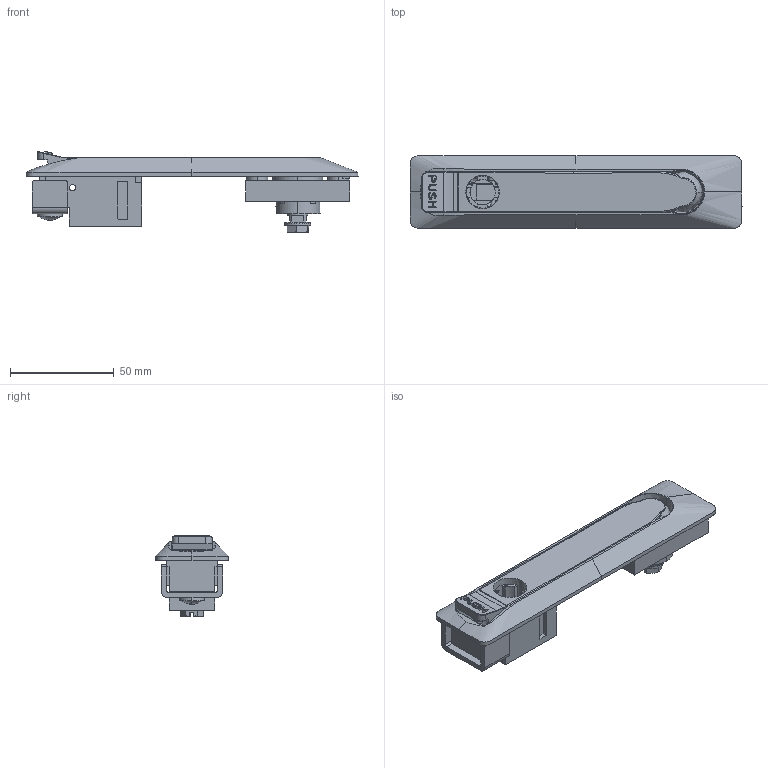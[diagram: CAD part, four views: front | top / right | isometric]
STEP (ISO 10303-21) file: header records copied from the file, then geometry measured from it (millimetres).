
FILE_DESCRIPTION (( 'STEP AP214' ), '1' );
FILE_NAME ('908.11.11.00.00.STEP', '2017-07-19T13:00:31', ( '' ), ( '' ), 'SwSTEP 2.0', 'SolidWorks 2017', '' );
FILE_SCHEMA (( 'AUTOMOTIVE_DESIGN' ));
Length unit declared in the file: millimetre
Products named in the file (10): 9; 8; 7; 6; 5; 4; 3; 2; 1; 908.11.11.00.00
Assembly tree (9 placements, depth 2):
  908.11.11.00.00
    1
    2
    3
    4
    5
    6
    7
    8
    9
Bounding box: 160 x 35 x 39.03 mm (x, y, z)
Volume: 14327.1 mm3; surface area: 47711.6 mm2
Topology: 7 solids, 9 shells, 1042 faces, 2916 edges, 1908 vertices
Faces by surface type: plane 481, cylinder 300, bspline 233, cone 26, torus 2
Entity records: 61179 total; most frequent: CARTESIAN_POINT 36698, ORIENTED_EDGE 5785, DIRECTION 3944, EDGE_CURVE 2901, VERTEX_POINT 1908, LINE 1372, VECTOR 1372, AXIS2_PLACEMENT_3D 1286
